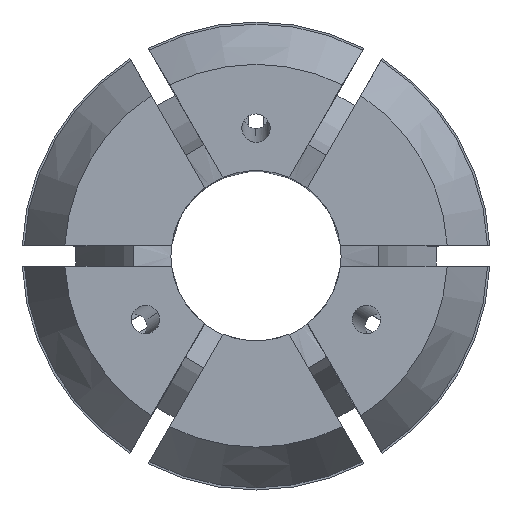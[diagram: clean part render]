
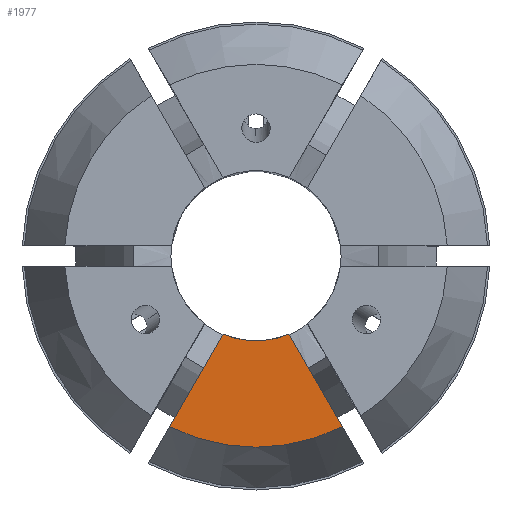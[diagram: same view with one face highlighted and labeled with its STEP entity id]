
A CAD part, top view. The second image highlights one B-rep face of the part: STEP entity #1977.
In plain terms, the highlighted planar face has unit normal (0, 0, 1).
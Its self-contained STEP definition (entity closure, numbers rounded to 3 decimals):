
#57 = CARTESIAN_POINT ( 'NONE',  ( 0., 13.499, 40. ) ) ;
#85 = VERTEX_POINT ( 'NONE', #1081 ) ;
#354 = DIRECTION ( 'NONE',  ( 1., 0., 0. ) ) ;
#405 = CARTESIAN_POINT ( 'NONE',  ( 0., 0., 40. ) ) ;
#469 = EDGE_CURVE ( 'NONE', #3205, #1556, #875, .T. ) ;
#744 = EDGE_CURVE ( 'NONE', #85, #3205, #1270, .T. ) ;
#797 = DIRECTION ( 'NONE',  ( -0.5, -0.866, 0. ) ) ;
#875 = CIRCLE ( 'NONE', #3017, 13.499 ) ;
#911 = FACE_OUTER_BOUND ( 'NONE', #3047, .T. ) ;
#940 = ORIENTED_EDGE ( 'NONE', *, *, #3429, .F. ) ;
#1046 = DIRECTION ( 'NONE',  ( 0., 0., -1. ) ) ;
#1081 = CARTESIAN_POINT ( 'NONE',  ( 2.327, -5.53, 40. ) ) ;
#1189 = CIRCLE ( 'NONE', #3446, 6. ) ;
#1270 = LINE ( 'NONE', #1278, #3585 ) ;
#1278 = CARTESIAN_POINT ( 'NONE',  ( -6.495, 9.75, 40. ) ) ;
#1556 = VERTEX_POINT ( 'NONE', #2152 ) ;
#1977 = ADVANCED_FACE ( 'NONE', ( #911 ), #2227, .T. ) ;
#2119 = LINE ( 'NONE', #3892, #2756 ) ;
#2152 = CARTESIAN_POINT ( 'NONE',  ( -6.09, -12.048, 40. ) ) ;
#2153 = AXIS2_PLACEMENT_3D ( 'NONE', #57, #3421, #354 ) ;
#2227 = PLANE ( 'NONE',  #2153 ) ;
#2351 = DIRECTION ( 'NONE',  ( -1., 0., 0. ) ) ;
#2375 = ORIENTED_EDGE ( 'NONE', *, *, #2646, .T. ) ;
#2385 = VERTEX_POINT ( 'NONE', #2757 ) ;
#2479 = ORIENTED_EDGE ( 'NONE', *, *, #469, .F. ) ;
#2552 = DIRECTION ( 'NONE',  ( 0.5, -0.866, 0. ) ) ;
#2635 = CARTESIAN_POINT ( 'NONE',  ( 0., 0., 40. ) ) ;
#2646 = EDGE_CURVE ( 'NONE', #2385, #1556, #2119, .T. ) ;
#2723 = ORIENTED_EDGE ( 'NONE', *, *, #744, .F. ) ;
#2756 = VECTOR ( 'NONE', #797, 1000. ) ;
#2757 = CARTESIAN_POINT ( 'NONE',  ( -2.327, -5.53, 40. ) ) ;
#3017 = AXIS2_PLACEMENT_3D ( 'NONE', #405, #1046, #2351 ) ;
#3047 = EDGE_LOOP ( 'NONE', ( #940, #2375, #2479, #2723 ) ) ;
#3203 = CARTESIAN_POINT ( 'NONE',  ( 6.09, -12.048, 40. ) ) ;
#3205 = VERTEX_POINT ( 'NONE', #3203 ) ;
#3421 = DIRECTION ( 'NONE',  ( 0., 0., 1. ) ) ;
#3429 = EDGE_CURVE ( 'NONE', #2385, #85, #1189, .T. ) ;
#3446 = AXIS2_PLACEMENT_3D ( 'NONE', #2635, #3541, #3553 ) ;
#3541 = DIRECTION ( 'NONE',  ( 0., 0., 1. ) ) ;
#3553 = DIRECTION ( 'NONE',  ( 1., 0., 0. ) ) ;
#3585 = VECTOR ( 'NONE', #2552, 1000. ) ;
#3892 = CARTESIAN_POINT ( 'NONE',  ( 6.495, 9.75, 40. ) ) ;
